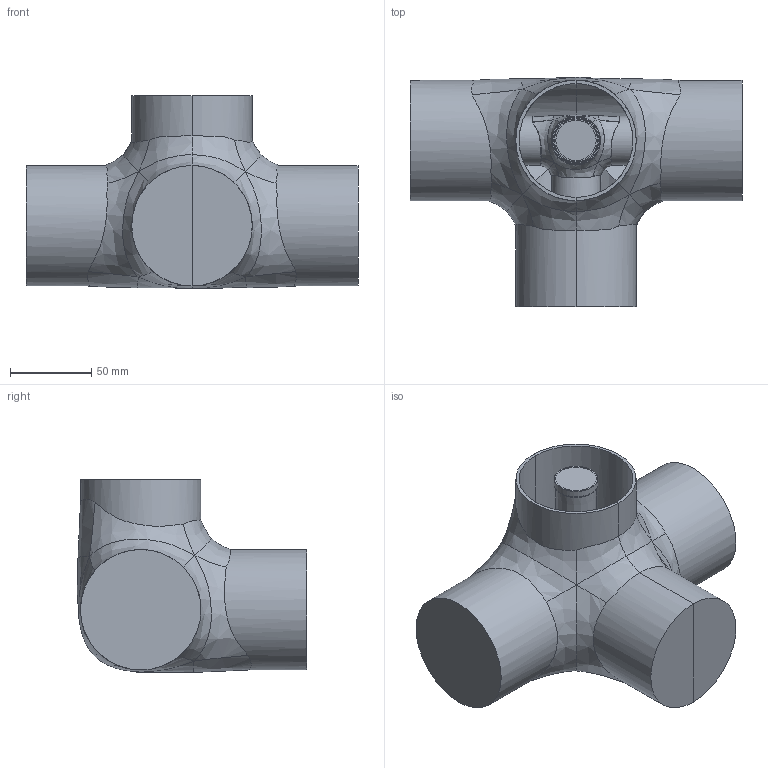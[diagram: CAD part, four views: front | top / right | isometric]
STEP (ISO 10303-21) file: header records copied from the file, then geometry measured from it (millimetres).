
FILE_DESCRIPTION(/* description */ (''),/* implementation_level */ '2;1');
FILE_NAME(/* name */ 'JSM-02 v3.step',/* time_stamp */ '2024-06-20T13:04:52+05:30',/* author */ (''),/* organization */ (''),/* preprocessor_version */ 'ST-DEVELOPER v20',/* originating_system */ 'Autodesk Translation Framework v13.14.0.145',/* authorisation */ '');
FILE_SCHEMA (('AUTOMOTIVE_DESIGN { 1 0 10303 214 3 1 1 }'));
Length unit declared in the file: millimetre
Products named in the file (5): JSM-02; 4-way connector 3D; internal mould; external mould left; external mould right
Assembly tree (4 placements, depth 2):
  JSM-02
    4-way connector 3D
    internal mould
    external mould left
    external mould right
Bounding box: 204 x 140.98 x 118.53 mm (x, y, z)
Volume: 442757.8 mm3; surface area: 243381 mm2
Topology: 4 solids, 4 shells, 316 faces, 745 edges, 457 vertices
Faces by surface type: cylinder 76, torus 72, plane 64, bspline 56, cone 48
Full cylindrical faces by diameter (mm): 24.8 x4, 26.4 x4, 26.8 x4, 28 x4, 29.6 x4, 30 x4, 70 x2, 74 x2
Entity records: 20419 total; most frequent: CARTESIAN_POINT 13396, ORIENTED_EDGE 1490, DIRECTION 1361, EDGE_CURVE 745, AXIS2_PLACEMENT_3D 597, VERTEX_POINT 457, EDGE_LOOP 348, FACE_OUTER_BOUND 316
